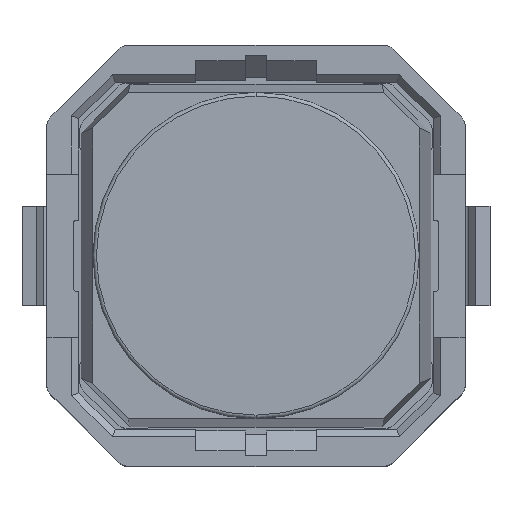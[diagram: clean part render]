
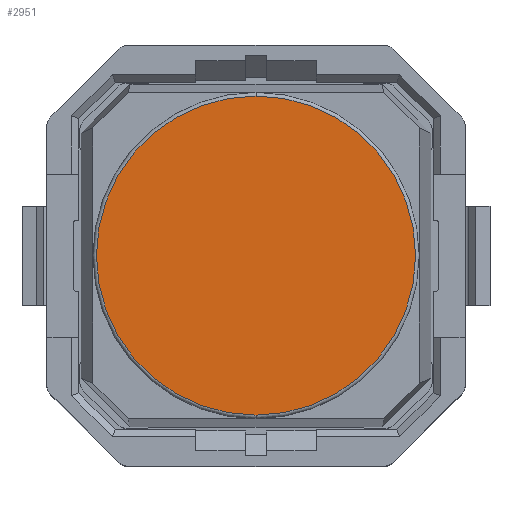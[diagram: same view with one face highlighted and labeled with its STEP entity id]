
A CAD part, top view. The second image highlights one B-rep face of the part: STEP entity #2951.
In plain terms, the highlighted face is planar.
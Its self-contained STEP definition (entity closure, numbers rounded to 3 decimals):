
#2742 = DIRECTION ( 'NONE',  ( 0., 0., 1. ) ) ;
#2743 = DIRECTION ( 'NONE',  ( 0., 1., 0. ) ) ;
#2744 = CARTESIAN_POINT ( 'NONE',  ( 0., 5., 0. ) ) ;
#2745 = AXIS2_PLACEMENT_3D ( 'NONE', #2744, #2743, #2742 ) ;
#2746 = CIRCLE ( 'NONE', #2745, 2.25 ) ;
#2748 = CARTESIAN_POINT ( 'NONE',  ( 0., 5., -2.25 ) ) ;
#2772 = CARTESIAN_POINT ( 'NONE',  ( 0., 5., 2.25 ) ) ;
#2950 = EDGE_LOOP ( 'NONE', ( #2962, #2970 ) ) ;
#2951 = ADVANCED_FACE ( 'NONE', ( #4641 ), #4627, .T. ) ;
#2962 = ORIENTED_EDGE ( 'NONE', *, *, #6356, .T. ) ;
#2967 = EDGE_CURVE ( 'NONE', #6354, #6377, #4663, .T. ) ;
#2970 = ORIENTED_EDGE ( 'NONE', *, *, #2967, .T. ) ;
#4627 = PLANE ( 'NONE',  #4686 ) ;
#4641 = FACE_OUTER_BOUND ( 'NONE', #2950, .T. ) ;
#4659 = DIRECTION ( 'NONE',  ( 0., 0., 1. ) ) ;
#4660 = DIRECTION ( 'NONE',  ( 0., 1., 0. ) ) ;
#4661 = CARTESIAN_POINT ( 'NONE',  ( 0., 5., 0. ) ) ;
#4662 = AXIS2_PLACEMENT_3D ( 'NONE', #4661, #4660, #4659 ) ;
#4663 = CIRCLE ( 'NONE', #4662, 2.25 ) ;
#4683 = DIRECTION ( 'NONE',  ( 0., 0., 1. ) ) ;
#4684 = DIRECTION ( 'NONE',  ( 0., 1., 0. ) ) ;
#4685 = CARTESIAN_POINT ( 'NONE',  ( 2.485, 5., 0. ) ) ;
#4686 = AXIS2_PLACEMENT_3D ( 'NONE', #4685, #4684, #4683 ) ;
#6354 = VERTEX_POINT ( 'NONE', #2748 ) ;
#6356 = EDGE_CURVE ( 'NONE', #6377, #6354, #2746, .T. ) ;
#6377 = VERTEX_POINT ( 'NONE', #2772 ) ;
